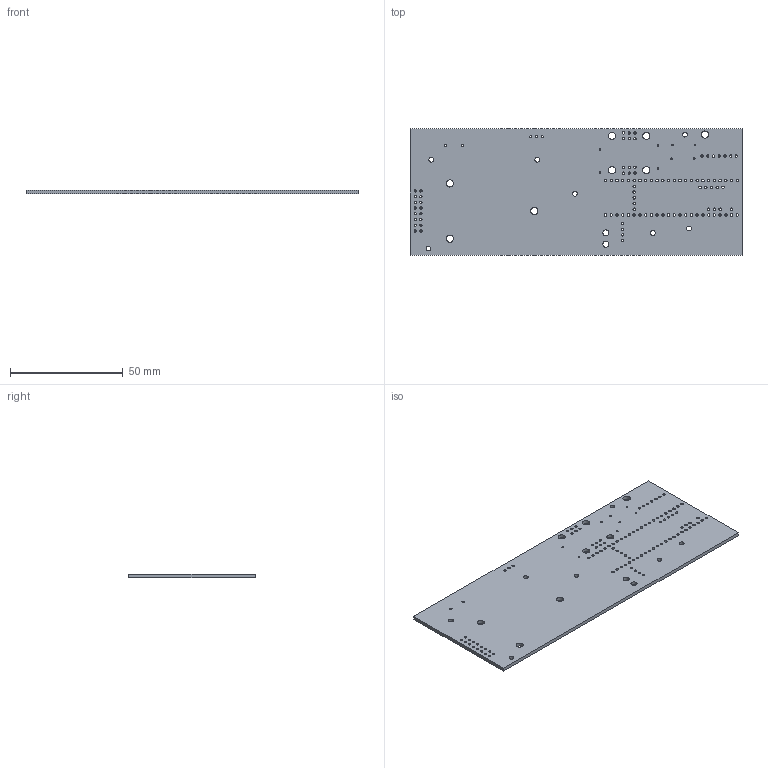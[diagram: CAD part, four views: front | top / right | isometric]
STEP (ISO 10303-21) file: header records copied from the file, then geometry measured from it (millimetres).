
FILE_DESCRIPTION(('KiCad electronic assembly'),'2;1');
FILE_NAME('rrc_pcb.step','2022-05-15T01:55:50',('Pcbnew'),('Kicad'), 'Open CASCADE STEP processor 7.6','KiCad to STEP converter','Unknown' );
FILE_SCHEMA(('AUTOMOTIVE_DESIGN { 1 0 10303 214 1 1 1 1 }'));
Length unit declared in the file: millimetre
Products named in the file (2): rrc_pcb 1; rrc_pcb PCB
Assembly tree (1 placements, depth 2):
  rrc_pcb 1
    rrc_pcb PCB
Bounding box: 147.27 x 56.31 x 1.6 mm (x, y, z)
Volume: 12950.6 mm3; surface area: 17667.5 mm2
Topology: 1 solids, 1 shells, 137 faces, 405 edges, 270 vertices
Faces by surface type: cylinder 131, plane 6
Full cylindrical faces by diameter (mm): 0.8 x8, 1 x25, 1.02 x19, 1.1 x62, 2.1 x7, 2.7 x2, 3.2 x8
Entity records: 11363 total; most frequent: CARTESIAN_POINT 3196, DIRECTION 1493, ORIENTED_EDGE 810, PCURVE 810, DEFINITIONAL_REPRESENTATION 810, LINE 691, VECTOR 691, EDGE_CURVE 405
